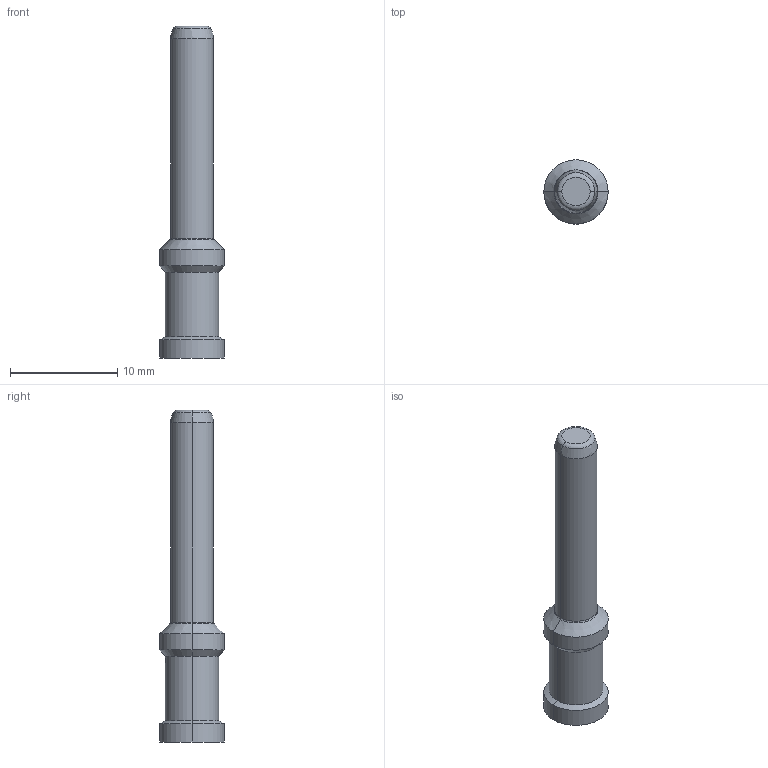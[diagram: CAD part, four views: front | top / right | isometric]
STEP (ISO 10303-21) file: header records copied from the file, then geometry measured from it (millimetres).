
FILE_DESCRIPTION((''),'2;1');
FILE_NAME('CCGMH','2017-05-04T',('tl.yang'),(''),'PRO/ENGINEER BY PARAMETRIC TECHNOLOGY CORPORATION, 2011500','PRO/ENGINEER BY PARAMETRIC TECHNOLOGY CORPORATION, 2011500','');
FILE_SCHEMA(('CONFIG_CONTROL_DESIGN'));
Length unit declared in the file: millimetre
Products named in the file (1): CCGMH
Bounding box: 6 x 6 x 31 mm (x, y, z)
Volume: 399.2 mm3; surface area: 590.9 mm2
Topology: 1 solids, 1 shells, 30 faces, 64 edges, 34 vertices
Faces by surface type: cylinder 12, cone 10, torus 4, plane 2, bspline 2
Entity records: 909 total; most frequent: CARTESIAN_POINT 226, DIRECTION 148, ORIENTED_EDGE 124, AXIS2_PLACEMENT_3D 63, EDGE_CURVE 62, CIRCLE 35, VERTEX_POINT 34, EDGE_LOOP 32
